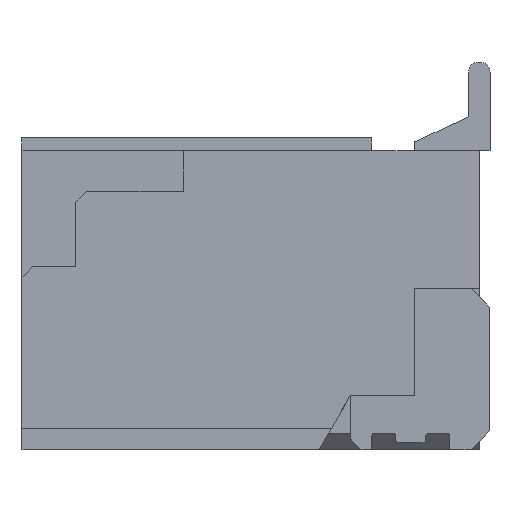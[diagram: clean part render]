
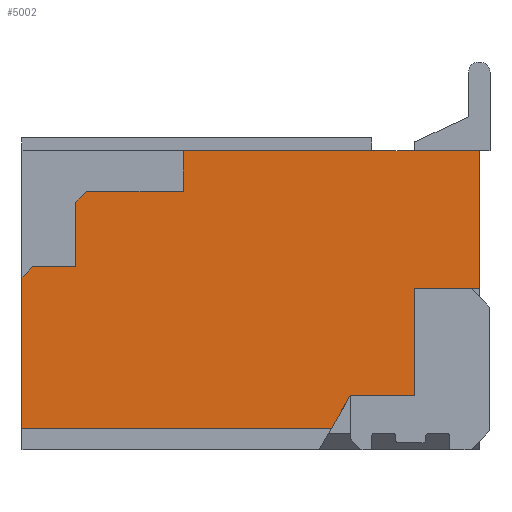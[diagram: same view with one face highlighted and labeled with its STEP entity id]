
A CAD part, left-side view. The second image highlights one B-rep face of the part: STEP entity #5002.
In plain terms, the highlighted planar face has unit normal (-1, 0, 0).
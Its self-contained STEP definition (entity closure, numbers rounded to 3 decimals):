
#212=FACE_OUTER_BOUND('',#500,.T.);
#500=EDGE_LOOP('',(#3846,#3847,#3848,#3849,#3850,#3851,#3852,#3853,#3854,
#3855,#3856,#3857,#3858,#3859));
#967=LINE('',#7526,#1641);
#996=LINE('',#7584,#1670);
#1020=LINE('',#7629,#1694);
#1021=LINE('',#7631,#1695);
#1022=LINE('',#7633,#1696);
#1023=LINE('',#7635,#1697);
#1024=LINE('',#7637,#1698);
#1025=LINE('',#7638,#1699);
#1026=LINE('',#7640,#1700);
#1027=LINE('',#7642,#1701);
#1028=LINE('',#7644,#1702);
#1029=LINE('',#7646,#1703);
#1030=LINE('',#7648,#1704);
#1031=LINE('',#7649,#1705);
#1641=VECTOR('',#6104,1000.);
#1670=VECTOR('',#6139,1000.);
#1694=VECTOR('',#6165,1000.);
#1695=VECTOR('',#6166,1000.);
#1696=VECTOR('',#6167,1000.);
#1697=VECTOR('',#6168,1000.);
#1698=VECTOR('',#6169,1000.);
#1699=VECTOR('',#6170,1000.);
#1700=VECTOR('',#6171,1000.);
#1701=VECTOR('',#6172,1000.);
#1702=VECTOR('',#6173,1000.);
#1703=VECTOR('',#6174,1000.);
#1704=VECTOR('',#6175,1000.);
#1705=VECTOR('',#6176,1000.);
#2267=VERTEX_POINT('',#7523);
#2268=VERTEX_POINT('',#7525);
#2293=VERTEX_POINT('',#7581);
#2294=VERTEX_POINT('',#7583);
#2314=VERTEX_POINT('',#7628);
#2315=VERTEX_POINT('',#7630);
#2316=VERTEX_POINT('',#7632);
#2317=VERTEX_POINT('',#7634);
#2318=VERTEX_POINT('',#7636);
#2319=VERTEX_POINT('',#7639);
#2320=VERTEX_POINT('',#7641);
#2321=VERTEX_POINT('',#7643);
#2322=VERTEX_POINT('',#7645);
#2323=VERTEX_POINT('',#7647);
#2821=EDGE_CURVE('',#2267,#2268,#967,.T.);
#2850=EDGE_CURVE('',#2293,#2294,#996,.T.);
#2874=EDGE_CURVE('',#2293,#2314,#1020,.T.);
#2875=EDGE_CURVE('',#2315,#2314,#1021,.T.);
#2876=EDGE_CURVE('',#2316,#2315,#1022,.T.);
#2877=EDGE_CURVE('',#2317,#2316,#1023,.T.);
#2878=EDGE_CURVE('',#2318,#2317,#1024,.T.);
#2879=EDGE_CURVE('',#2268,#2318,#1025,.T.);
#2880=EDGE_CURVE('',#2267,#2319,#1026,.T.);
#2881=EDGE_CURVE('',#2319,#2320,#1027,.T.);
#2882=EDGE_CURVE('',#2320,#2321,#1028,.T.);
#2883=EDGE_CURVE('',#2321,#2322,#1029,.T.);
#2884=EDGE_CURVE('',#2322,#2323,#1030,.T.);
#2885=EDGE_CURVE('',#2323,#2294,#1031,.T.);
#3846=ORIENTED_EDGE('',*,*,#2850,.F.);
#3847=ORIENTED_EDGE('',*,*,#2874,.T.);
#3848=ORIENTED_EDGE('',*,*,#2875,.F.);
#3849=ORIENTED_EDGE('',*,*,#2876,.F.);
#3850=ORIENTED_EDGE('',*,*,#2877,.F.);
#3851=ORIENTED_EDGE('',*,*,#2878,.F.);
#3852=ORIENTED_EDGE('',*,*,#2879,.F.);
#3853=ORIENTED_EDGE('',*,*,#2821,.F.);
#3854=ORIENTED_EDGE('',*,*,#2880,.T.);
#3855=ORIENTED_EDGE('',*,*,#2881,.T.);
#3856=ORIENTED_EDGE('',*,*,#2882,.T.);
#3857=ORIENTED_EDGE('',*,*,#2883,.T.);
#3858=ORIENTED_EDGE('',*,*,#2884,.T.);
#3859=ORIENTED_EDGE('',*,*,#2885,.T.);
#4719=PLANE('',#5353);
#5002=ADVANCED_FACE('',(#212),#4719,.T.);
#5353=AXIS2_PLACEMENT_3D('',#7627,#6163,#6164);
#6104=DIRECTION('',(0.,-1.,0.));
#6139=DIRECTION('',(0.,0.,1.));
#6163=DIRECTION('center_axis',(-1.,0.,0.));
#6164=DIRECTION('ref_axis',(0.,0.,1.));
#6165=DIRECTION('',(0.,-1.,0.));
#6166=DIRECTION('',(0.,0.5,-0.866));
#6167=DIRECTION('',(0.,1.,0.));
#6168=DIRECTION('',(0.,0.,-1.));
#6169=DIRECTION('',(0.,1.,0.));
#6170=DIRECTION('',(0.,0.,-1.));
#6171=DIRECTION('',(0.,0.,-1.));
#6172=DIRECTION('',(0.,1.,0.));
#6173=DIRECTION('',(0.,0.707,-0.707));
#6174=DIRECTION('',(0.,0.,-1.));
#6175=DIRECTION('',(0.,1.,0.));
#6176=DIRECTION('',(0.,0.707,-0.707));
#7523=CARTESIAN_POINT('',(-3.,2.85,1.33));
#7525=CARTESIAN_POINT('',(-3.,0.1,1.33));
#7526=CARTESIAN_POINT('',(-3.,1.1,1.33));
#7581=CARTESIAN_POINT('',(-3.,4.35,-1.25));
#7583=CARTESIAN_POINT('',(-3.,4.35,0.15));
#7584=CARTESIAN_POINT('',(-3.,4.35,1.45));
#7627=CARTESIAN_POINT('Origin',(-3.,0.,0.));
#7628=CARTESIAN_POINT('',(-3.,1.473,-1.25));
#7629=CARTESIAN_POINT('',(-3.,0.,-1.25));
#7630=CARTESIAN_POINT('',(-3.,1.3,-0.95));
#7631=CARTESIAN_POINT('',(-3.,0.564,0.325));
#7632=CARTESIAN_POINT('',(-3.,0.7,-0.95));
#7633=CARTESIAN_POINT('',(-3.,0.,-0.95));
#7634=CARTESIAN_POINT('',(-3.,0.7,0.05));
#7635=CARTESIAN_POINT('',(-3.,0.7,0.));
#7636=CARTESIAN_POINT('',(-3.,0.1,0.05));
#7637=CARTESIAN_POINT('',(-3.,0.,0.05));
#7638=CARTESIAN_POINT('',(-3.,0.1,1.33));
#7639=CARTESIAN_POINT('',(-3.,2.85,0.95));
#7640=CARTESIAN_POINT('',(-3.,2.85,0.));
#7641=CARTESIAN_POINT('',(-3.,3.75,0.95));
#7642=CARTESIAN_POINT('',(-3.,0.,0.95));
#7643=CARTESIAN_POINT('',(-3.,3.85,0.85));
#7644=CARTESIAN_POINT('',(-3.,2.35,2.35));
#7645=CARTESIAN_POINT('',(-3.,3.85,0.25));
#7646=CARTESIAN_POINT('',(-3.,3.85,0.));
#7647=CARTESIAN_POINT('',(-3.,4.25,0.25));
#7648=CARTESIAN_POINT('',(-3.,0.,0.25));
#7649=CARTESIAN_POINT('',(-3.,2.25,2.25));
